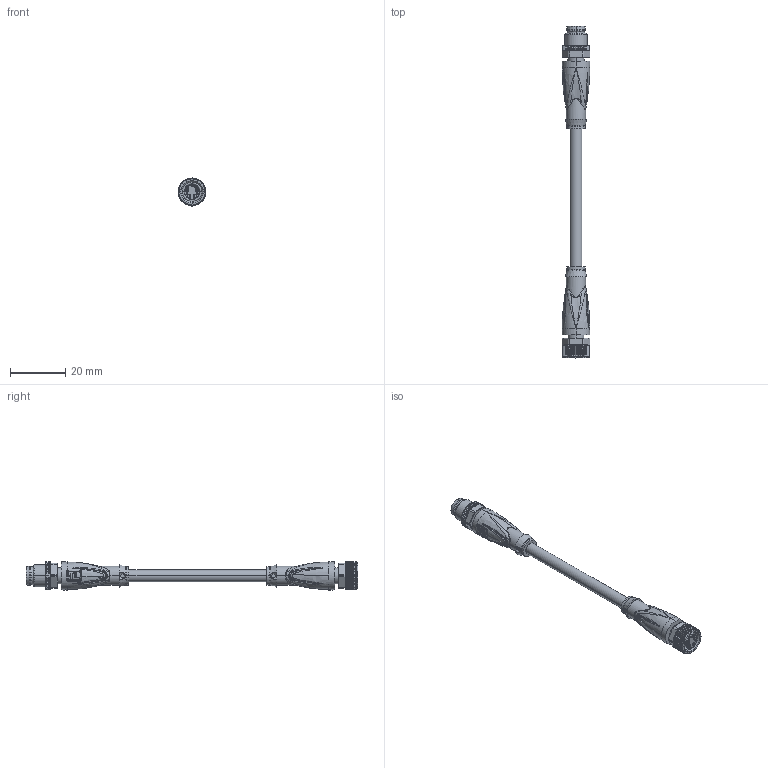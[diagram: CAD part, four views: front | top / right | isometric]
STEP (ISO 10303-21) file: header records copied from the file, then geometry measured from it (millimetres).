
FILE_DESCRIPTION(('STEP AP214'),'1');
FILE_NAME('cctmp_C1FD0B72-3EAA-4122-BFBE-2B788DBE624A_2021_09_13_15_32_35_0332..stp','2021-09-13T13:32:46',('KiM GmbH'),('CADClick - www.CADClick.com'),'Spatial InterOp 3D postprocessed',' ','unknown authorization');
FILE_SCHEMA(('AUTOMOTIVE_DESIGN'));
Length unit declared in the file: millimetre
Products named in the file (6): cc_unnamed; Connection2_1; Connection2; Cable; Connection1_1; Connection1
Assembly tree (5 placements, depth 2):
  cc_unnamed
    Connection2_1
    Connection2
    Cable
    Connection1_1
    Connection1
Bounding box: 10 x 120.3 x 10.15 mm (x, y, z)
Volume: 4238.2 mm3; surface area: 5485.1 mm2
Topology: 8 solids, 10 shells, 1882 faces, 5065 edges, 3183 vertices
Faces by surface type: plane 882, cylinder 308, torus 240, bspline 238, cone 182, sphere 20, extrusion 12
Entity records: 217372 total; most frequent: CARTESIAN_POINT 155720, ORIENTED_EDGE 9986, DIRECTION 8380, EDGE_CURVE 4997, STYLED_ITEM 4704, PRESENTATION_STYLE_ASSIGNMENT 4704, VERTEX_POINT 3183, AXIS2_PLACEMENT_3D 2941
